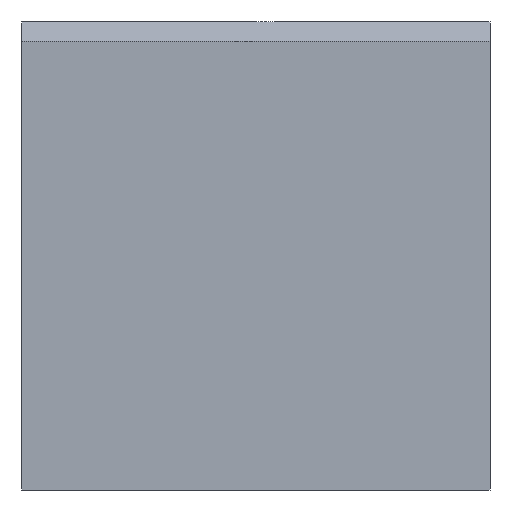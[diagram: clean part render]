
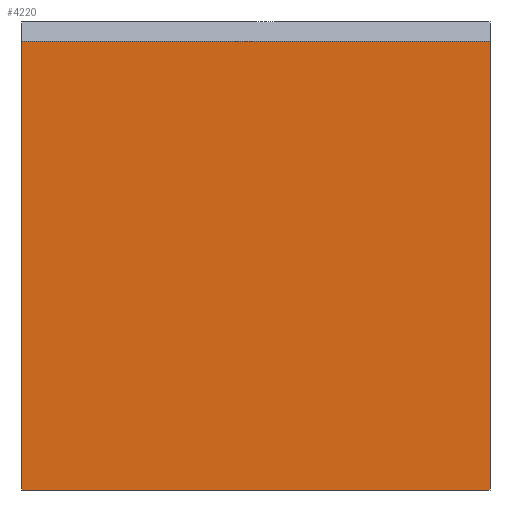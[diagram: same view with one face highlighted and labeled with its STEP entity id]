
A CAD part, left-side view. The second image highlights one B-rep face of the part: STEP entity #4220.
In plain terms, the highlighted planar face has unit normal (-1, 0, 0).
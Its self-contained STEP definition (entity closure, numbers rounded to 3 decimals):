
#14 = DIRECTION ( 'NONE',  ( 0., 0., -1. ) ) ;
#269 = DIRECTION ( 'NONE',  ( -1., 0., 0. ) ) ;
#297 = VECTOR ( 'NONE', #980, 1000. ) ;
#335 = LINE ( 'NONE', #1900, #3997 ) ;
#418 = CARTESIAN_POINT ( 'NONE',  ( -20., 20., 0. ) ) ;
#888 = VECTOR ( 'NONE', #2023, 1000. ) ;
#938 = VERTEX_POINT ( 'NONE', #1495 ) ;
#980 = DIRECTION ( 'NONE',  ( 0., -1., 0. ) ) ;
#1056 = EDGE_CURVE ( 'NONE', #1669, #938, #4827, .T. ) ;
#1121 = PLANE ( 'NONE',  #2451 ) ;
#1366 = ORIENTED_EDGE ( 'NONE', *, *, #3967, .T. ) ;
#1411 = VERTEX_POINT ( 'NONE', #2436 ) ;
#1495 = CARTESIAN_POINT ( 'NONE',  ( -20., -20., 0. ) ) ;
#1499 = CARTESIAN_POINT ( 'NONE',  ( -20., 20., 38.34 ) ) ;
#1669 = VERTEX_POINT ( 'NONE', #418 ) ;
#1900 = CARTESIAN_POINT ( 'NONE',  ( -20., 20., 38.34 ) ) ;
#1955 = EDGE_LOOP ( 'NONE', ( #3343, #1366, #3023, #4619 ) ) ;
#2023 = DIRECTION ( 'NONE',  ( 0., 0., -1. ) ) ;
#2436 = CARTESIAN_POINT ( 'NONE',  ( -20., -20., 38.34 ) ) ;
#2451 = AXIS2_PLACEMENT_3D ( 'NONE', #4248, #269, #3121 ) ;
#2683 = FACE_OUTER_BOUND ( 'NONE', #1955, .T. ) ;
#2704 = DIRECTION ( 'NONE',  ( 0., -1., 0. ) ) ;
#2851 = VECTOR ( 'NONE', #14, 1000. ) ;
#3023 = ORIENTED_EDGE ( 'NONE', *, *, #1056, .T. ) ;
#3121 = DIRECTION ( 'NONE',  ( 0., 0., 1. ) ) ;
#3216 = LINE ( 'NONE', #3879, #2851 ) ;
#3343 = ORIENTED_EDGE ( 'NONE', *, *, #3576, .F. ) ;
#3478 = VERTEX_POINT ( 'NONE', #1499 ) ;
#3576 = EDGE_CURVE ( 'NONE', #3478, #1411, #335, .T. ) ;
#3596 = EDGE_CURVE ( 'NONE', #1411, #938, #3216, .T. ) ;
#3879 = CARTESIAN_POINT ( 'NONE',  ( -20., -20., 38.34 ) ) ;
#3895 = LINE ( 'NONE', #4642, #888 ) ;
#3967 = EDGE_CURVE ( 'NONE', #3478, #1669, #3895, .T. ) ;
#3997 = VECTOR ( 'NONE', #2704, 1000. ) ;
#4220 = ADVANCED_FACE ( 'NONE', ( #2683 ), #1121, .T. ) ;
#4248 = CARTESIAN_POINT ( 'NONE',  ( -20., 20., 38.34 ) ) ;
#4446 = CARTESIAN_POINT ( 'NONE',  ( -20., 20., 0. ) ) ;
#4619 = ORIENTED_EDGE ( 'NONE', *, *, #3596, .F. ) ;
#4642 = CARTESIAN_POINT ( 'NONE',  ( -20., 20., 38.34 ) ) ;
#4827 = LINE ( 'NONE', #4446, #297 ) ;
